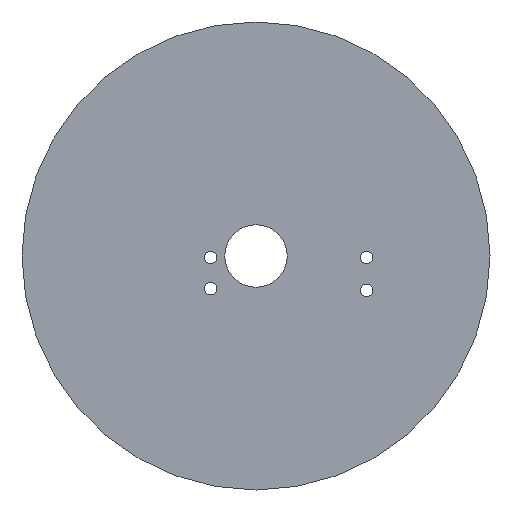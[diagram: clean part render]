
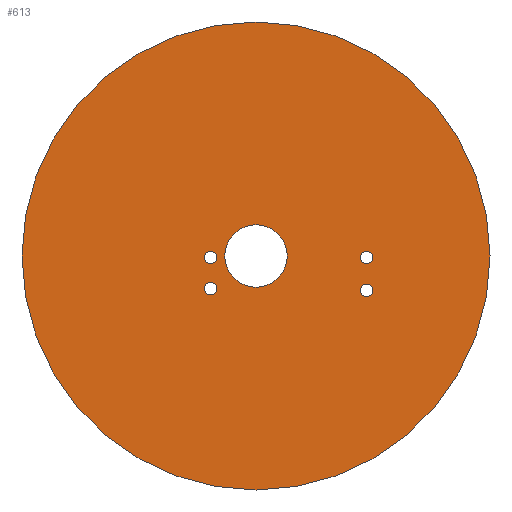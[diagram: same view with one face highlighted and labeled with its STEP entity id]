
A CAD part, front view. The second image highlights one B-rep face of the part: STEP entity #613.
In plain terms, the highlighted planar face has unit normal (0, -1, 0).
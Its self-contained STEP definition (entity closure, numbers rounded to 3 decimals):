
#4 = CARTESIAN_POINT ( 'NONE',  ( -14.5, -2.5, -10.5 ) ) ;
#8 = ORIENTED_EDGE ( 'NONE', *, *, #133, .T. ) ;
#13 = AXIS2_PLACEMENT_3D ( 'NONE', #466, #277, #328 ) ;
#23 = CARTESIAN_POINT ( 'NONE',  ( 35.5, -2.5, -11. ) ) ;
#26 = FACE_BOUND ( 'NONE', #135, .T. ) ;
#32 = CARTESIAN_POINT ( 'NONE',  ( 35.5, -2.5, -0.5 ) ) ;
#44 = DIRECTION ( 'NONE',  ( 0., 0., 1. ) ) ;
#49 = ORIENTED_EDGE ( 'NONE', *, *, #204, .T. ) ;
#55 = CIRCLE ( 'NONE', #405, 75. ) ;
#60 = AXIS2_PLACEMENT_3D ( 'NONE', #4, #85, #526 ) ;
#65 = CARTESIAN_POINT ( 'NONE',  ( 0., -2.5, 10. ) ) ;
#72 = DIRECTION ( 'NONE',  ( 0., 1., 0. ) ) ;
#77 = DIRECTION ( 'NONE',  ( 0., 1., 0. ) ) ;
#85 = DIRECTION ( 'NONE',  ( 0., 1., 0. ) ) ;
#86 = VERTEX_POINT ( 'NONE', #208 ) ;
#90 = VERTEX_POINT ( 'NONE', #319 ) ;
#92 = AXIS2_PLACEMENT_3D ( 'NONE', #32, #206, #215 ) ;
#94 = DIRECTION ( 'NONE',  ( 0., 1., 0. ) ) ;
#98 = EDGE_CURVE ( 'NONE', #285, #417, #55, .T. ) ;
#101 = EDGE_LOOP ( 'NONE', ( #395, #247 ) ) ;
#105 = EDGE_CURVE ( 'NONE', #90, #201, #175, .T. ) ;
#115 = FACE_BOUND ( 'NONE', #531, .T. ) ;
#132 = ORIENTED_EDGE ( 'NONE', *, *, #98, .F. ) ;
#133 = EDGE_CURVE ( 'NONE', #588, #441, #282, .T. ) ;
#135 = EDGE_LOOP ( 'NONE', ( #8, #598 ) ) ;
#148 = ORIENTED_EDGE ( 'NONE', *, *, #179, .F. ) ;
#156 = CARTESIAN_POINT ( 'NONE',  ( 35.5, -2.5, -13. ) ) ;
#164 = VERTEX_POINT ( 'NONE', #553 ) ;
#166 = EDGE_CURVE ( 'NONE', #522, #267, #523, .T. ) ;
#168 = CARTESIAN_POINT ( 'NONE',  ( 35.5, -2.5, -0.5 ) ) ;
#175 = CIRCLE ( 'NONE', #270, 2. ) ;
#176 = CARTESIAN_POINT ( 'NONE',  ( -14.5, -2.5, -12.5 ) ) ;
#179 = EDGE_CURVE ( 'NONE', #417, #285, #412, .T. ) ;
#185 = CARTESIAN_POINT ( 'NONE',  ( 0., -2.5, 0. ) ) ;
#196 = VERTEX_POINT ( 'NONE', #176 ) ;
#201 = VERTEX_POINT ( 'NONE', #582 ) ;
#203 = DIRECTION ( 'NONE',  ( 0., 1., 0. ) ) ;
#204 = EDGE_CURVE ( 'NONE', #201, #90, #568, .T. ) ;
#206 = DIRECTION ( 'NONE',  ( 0., 1., 0. ) ) ;
#207 = DIRECTION ( 'NONE',  ( 0., 0., 1. ) ) ;
#208 = CARTESIAN_POINT ( 'NONE',  ( -14.5, -2.5, -8.5 ) ) ;
#210 = AXIS2_PLACEMENT_3D ( 'NONE', #510, #363, #207 ) ;
#215 = DIRECTION ( 'NONE',  ( 0., 0., 1. ) ) ;
#217 = ORIENTED_EDGE ( 'NONE', *, *, #303, .T. ) ;
#219 = CARTESIAN_POINT ( 'NONE',  ( 35.5, -2.5, -9. ) ) ;
#221 = DIRECTION ( 'NONE',  ( 0., 0., 1. ) ) ;
#223 = EDGE_CURVE ( 'NONE', #542, #164, #475, .T. ) ;
#228 = EDGE_CURVE ( 'NONE', #267, #522, #524, .T. ) ;
#232 = AXIS2_PLACEMENT_3D ( 'NONE', #185, #325, #221 ) ;
#236 = ORIENTED_EDGE ( 'NONE', *, *, #228, .T. ) ;
#240 = EDGE_LOOP ( 'NONE', ( #148, #132 ) ) ;
#241 = AXIS2_PLACEMENT_3D ( 'NONE', #23, #203, #44 ) ;
#243 = AXIS2_PLACEMENT_3D ( 'NONE', #168, #72, #366 ) ;
#247 = ORIENTED_EDGE ( 'NONE', *, *, #316, .T. ) ;
#267 = VERTEX_POINT ( 'NONE', #219 ) ;
#270 = AXIS2_PLACEMENT_3D ( 'NONE', #411, #610, #603 ) ;
#277 = DIRECTION ( 'NONE',  ( 0., 1., 0. ) ) ;
#282 = CIRCLE ( 'NONE', #92, 2. ) ;
#285 = VERTEX_POINT ( 'NONE', #617 ) ;
#289 = CIRCLE ( 'NONE', #210, 2. ) ;
#292 = CARTESIAN_POINT ( 'NONE',  ( 35.5, -2.5, -2.5 ) ) ;
#301 = CIRCLE ( 'NONE', #243, 2. ) ;
#303 = EDGE_CURVE ( 'NONE', #196, #86, #600, .T. ) ;
#308 = CARTESIAN_POINT ( 'NONE',  ( 0., -2.5, 0. ) ) ;
#310 = FACE_OUTER_BOUND ( 'NONE', #240, .T. ) ;
#316 = EDGE_CURVE ( 'NONE', #164, #542, #492, .T. ) ;
#319 = CARTESIAN_POINT ( 'NONE',  ( -14.5, -2.5, 1.5 ) ) ;
#325 = DIRECTION ( 'NONE',  ( 0., 1., 0. ) ) ;
#328 = DIRECTION ( 'NONE',  ( 0., 0., 1. ) ) ;
#340 = CARTESIAN_POINT ( 'NONE',  ( 0., -2.5, -75. ) ) ;
#352 = ORIENTED_EDGE ( 'NONE', *, *, #166, .T. ) ;
#357 = ORIENTED_EDGE ( 'NONE', *, *, #105, .T. ) ;
#358 = FACE_BOUND ( 'NONE', #390, .T. ) ;
#363 = DIRECTION ( 'NONE',  ( 0., 1., 0. ) ) ;
#366 = DIRECTION ( 'NONE',  ( 0., 0., 1. ) ) ;
#368 = DIRECTION ( 'NONE',  ( 0., 0., 1. ) ) ;
#370 = AXIS2_PLACEMENT_3D ( 'NONE', #421, #626, #565 ) ;
#378 = CARTESIAN_POINT ( 'NONE',  ( -14.5, -2.5, -0.5 ) ) ;
#386 = DIRECTION ( 'NONE',  ( 0., 0., 1. ) ) ;
#390 = EDGE_LOOP ( 'NONE', ( #236, #352 ) ) ;
#393 = ORIENTED_EDGE ( 'NONE', *, *, #532, .T. ) ;
#395 = ORIENTED_EDGE ( 'NONE', *, *, #223, .T. ) ;
#405 = AXIS2_PLACEMENT_3D ( 'NONE', #308, #77, #463 ) ;
#411 = CARTESIAN_POINT ( 'NONE',  ( -14.5, -2.5, -0.5 ) ) ;
#412 = CIRCLE ( 'NONE', #609, 75. ) ;
#417 = VERTEX_POINT ( 'NONE', #340 ) ;
#418 = FACE_BOUND ( 'NONE', #101, .T. ) ;
#420 = DIRECTION ( 'NONE',  ( 0., 1., 0. ) ) ;
#421 = CARTESIAN_POINT ( 'NONE',  ( 35.5, -2.5, -11. ) ) ;
#424 = DIRECTION ( 'NONE',  ( 0., 1., 0. ) ) ;
#428 = CARTESIAN_POINT ( 'NONE',  ( 0., -2.5, 0. ) ) ;
#441 = VERTEX_POINT ( 'NONE', #292 ) ;
#463 = DIRECTION ( 'NONE',  ( 0., 0., 1. ) ) ;
#466 = CARTESIAN_POINT ( 'NONE',  ( 0., -2.5, 0. ) ) ;
#472 = DIRECTION ( 'NONE',  ( 0., 0., 1. ) ) ;
#475 = CIRCLE ( 'NONE', #13, 10. ) ;
#492 = CIRCLE ( 'NONE', #232, 10. ) ;
#507 = PLANE ( 'NONE',  #554 ) ;
#510 = CARTESIAN_POINT ( 'NONE',  ( -14.5, -2.5, -10.5 ) ) ;
#513 = EDGE_CURVE ( 'NONE', #441, #588, #301, .T. ) ;
#522 = VERTEX_POINT ( 'NONE', #156 ) ;
#523 = CIRCLE ( 'NONE', #241, 2. ) ;
#524 = CIRCLE ( 'NONE', #370, 2. ) ;
#526 = DIRECTION ( 'NONE',  ( 0., 0., 1. ) ) ;
#531 = EDGE_LOOP ( 'NONE', ( #393, #217 ) ) ;
#532 = EDGE_CURVE ( 'NONE', #86, #196, #289, .T. ) ;
#542 = VERTEX_POINT ( 'NONE', #65 ) ;
#553 = CARTESIAN_POINT ( 'NONE',  ( 0., -2.5, -10. ) ) ;
#554 = AXIS2_PLACEMENT_3D ( 'NONE', #561, #420, #368 ) ;
#561 = CARTESIAN_POINT ( 'NONE',  ( 0., -2.5, 0. ) ) ;
#565 = DIRECTION ( 'NONE',  ( 0., 0., 1. ) ) ;
#568 = CIRCLE ( 'NONE', #583, 2. ) ;
#582 = CARTESIAN_POINT ( 'NONE',  ( -14.5, -2.5, -2.5 ) ) ;
#583 = AXIS2_PLACEMENT_3D ( 'NONE', #378, #94, #472 ) ;
#588 = VERTEX_POINT ( 'NONE', #606 ) ;
#592 = EDGE_LOOP ( 'NONE', ( #357, #49 ) ) ;
#598 = ORIENTED_EDGE ( 'NONE', *, *, #513, .T. ) ;
#600 = CIRCLE ( 'NONE', #60, 2. ) ;
#602 = FACE_BOUND ( 'NONE', #592, .T. ) ;
#603 = DIRECTION ( 'NONE',  ( 0., 0., 1. ) ) ;
#606 = CARTESIAN_POINT ( 'NONE',  ( 35.5, -2.5, 1.5 ) ) ;
#609 = AXIS2_PLACEMENT_3D ( 'NONE', #428, #424, #386 ) ;
#610 = DIRECTION ( 'NONE',  ( 0., 1., 0. ) ) ;
#613 = ADVANCED_FACE ( 'NONE', ( #602, #26, #358, #115, #418, #310 ), #507, .F. ) ;
#617 = CARTESIAN_POINT ( 'NONE',  ( 0., -2.5, 75. ) ) ;
#626 = DIRECTION ( 'NONE',  ( 0., 1., 0. ) ) ;
